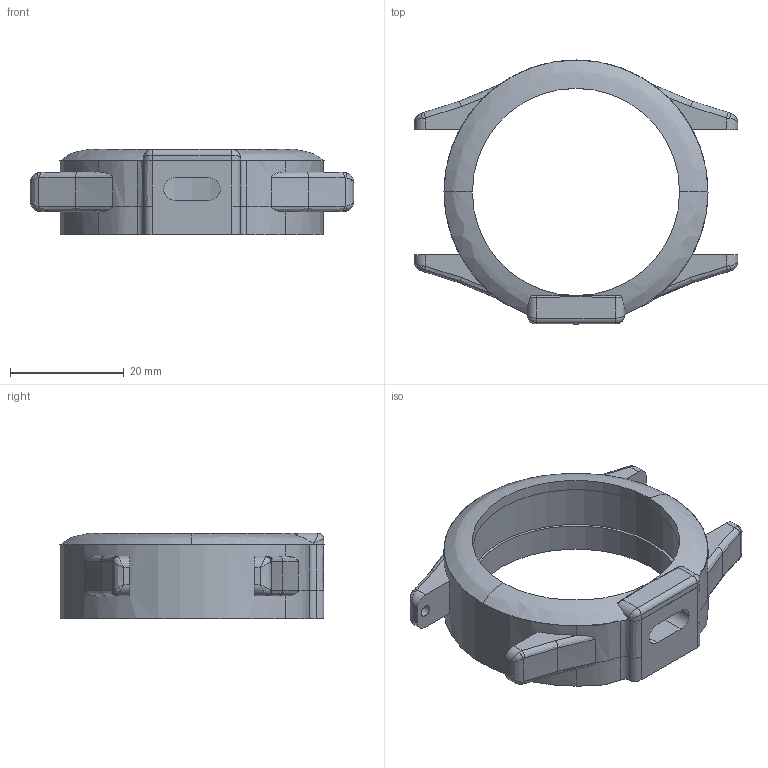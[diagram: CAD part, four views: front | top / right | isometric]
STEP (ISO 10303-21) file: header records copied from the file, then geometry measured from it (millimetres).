
FILE_DESCRIPTION(/* description */ (''),/* implementation_level */ '2;1');
FILE_NAME(/* name */ 'boitier.step',/* time_stamp */ '2023-11-06T16:34:37+01:00',/* author */ (''),/* organization */ (''),/* preprocessor_version */ 'ST-DEVELOPER v20',/* originating_system */ 'Autodesk Translation Framework v12.14.0.127',/* authorisation */ '');
FILE_SCHEMA (('AUTOMOTIVE_DESIGN { 1 0 10303 214 3 1 1 }'));
Length unit declared in the file: millimetre
Products named in the file (1): boitier
Bounding box: 56.98 x 46.49 x 15 mm (x, y, z)
Volume: 9275.5 mm3; surface area: 7126.3 mm2
Topology: 2 solids, 2 shells, 144 faces, 366 edges, 223 vertices
Faces by surface type: bspline 70, plane 47, cylinder 27
Full cylindrical faces by diameter (mm): 2 x4, 36.492 x1, 37.023 x1
Entity records: 6294 total; most frequent: CARTESIAN_POINT 3310, ORIENTED_EDGE 712, DIRECTION 441, EDGE_CURVE 356, VERTEX_POINT 223, AXIS2_PLACEMENT_3D 160, EDGE_LOOP 157, FACE_OUTER_BOUND 144
